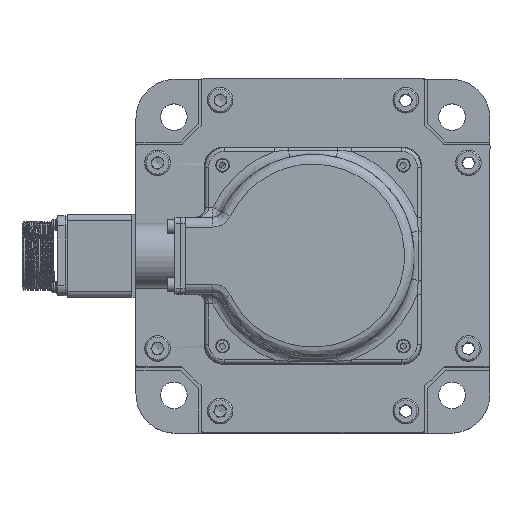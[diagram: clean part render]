
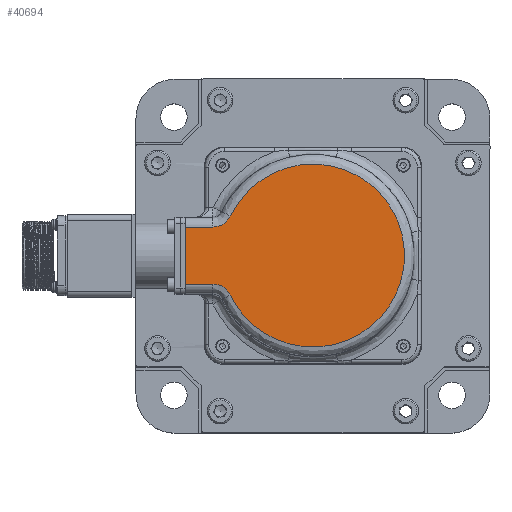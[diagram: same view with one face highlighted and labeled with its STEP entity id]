
A CAD part, top view. The second image highlights one B-rep face of the part: STEP entity #40694.
In plain terms, the highlighted planar face has unit normal (0, 0, 1).
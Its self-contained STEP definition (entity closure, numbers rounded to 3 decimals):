
#1226 = CARTESIAN_POINT ( 'NONE',  ( -42.905, 18.5, 294. ) ) ;
#1441 = CARTESIAN_POINT ( 'NONE',  ( -48.081, 14.909, 294. ) ) ;
#2496 = DIRECTION ( 'NONE',  ( 1., 0., 0. ) ) ;
#3460 = VERTEX_POINT ( 'NONE', #19233 ) ;
#3862 = CARTESIAN_POINT ( 'NONE',  ( -41.901, -20.164, 294. ) ) ;
#5150 = ORIENTED_EDGE ( 'NONE', *, *, #24608, .T. ) ;
#5375 = DIRECTION ( 'NONE',  ( 0., -1., 0. ) ) ;
#6009 = CARTESIAN_POINT ( 'NONE',  ( -43.284, 18.032, 294. ) ) ;
#6037 = CARTESIAN_POINT ( 'NONE',  ( -50.912, -14.5, 294. ) ) ;
#6093 = CARTESIAN_POINT ( 'NONE',  ( -41.901, -20.164, 294. ) ) ;
#6108 = CARTESIAN_POINT ( 'NONE',  ( -43.614, -16.603, 294. ) ) ;
#6213 = CARTESIAN_POINT ( 'NONE',  ( -48.169, 14.883, 294. ) ) ;
#6233 = CARTESIAN_POINT ( 'NONE',  ( -46.96, -14.5, 294. ) ) ;
#8133 = ORIENTED_EDGE ( 'NONE', *, *, #11620, .F. ) ;
#8306 = CARTESIAN_POINT ( 'NONE',  ( -14.687, 76.715, 294. ) ) ;
#10475 = ORIENTED_EDGE ( 'NONE', *, *, #15536, .T. ) ;
#10782 = CARTESIAN_POINT ( 'NONE',  ( -43.378, 17.924, 294. ) ) ;
#10995 = CARTESIAN_POINT ( 'NONE',  ( -49.989, 14.5, 294. ) ) ;
#11620 = EDGE_CURVE ( 'NONE', #54373, #27001, #18872, .T. ) ;
#12530 = EDGE_LOOP ( 'NONE', ( #8133, #57914, #5150, #30621, #10475, #32010 ) ) ;
#13323 = CARTESIAN_POINT ( 'NONE',  ( 0., 0., 294. ) ) ;
#15536 = EDGE_CURVE ( 'NONE', #3460, #17725, #61169, .T. ) ;
#15572 = CARTESIAN_POINT ( 'NONE',  ( -44.052, 17.16, 294. ) ) ;
#16016 = CARTESIAN_POINT ( 'NONE',  ( -65., -14.5, 294. ) ) ;
#17725 = VERTEX_POINT ( 'NONE', #16016 ) ;
#17925 = CARTESIAN_POINT ( 'NONE',  ( 46.5, 62.758, 294. ) ) ;
#18134 = DIRECTION ( 'NONE',  ( 0., 0., 1. ) ) ;
#18872 =( BOUNDED_CURVE ( )  B_SPLINE_CURVE ( 3, ( #6093, #6108, #6233, #6037 ),
 .UNSPECIFIED., .F., .F. ) 
 B_SPLINE_CURVE_WITH_KNOTS ( ( 4, 4 ),
 ( 0., 1. ),
 .UNSPECIFIED. ) 
 CURVE ( )  GEOMETRIC_REPRESENTATION_ITEM ( )  RATIONAL_B_SPLINE_CURVE ( ( 1., 0.898, 0.898, 1. ) ) 
 REPRESENTATION_ITEM ( '' )  );
#19233 = CARTESIAN_POINT ( 'NONE',  ( -65., 14.5, 294. ) ) ;
#20070 = AXIS2_PLACEMENT_3D ( 'NONE', #13323, #18134, #51315 ) ;
#20391 = CARTESIAN_POINT ( 'NONE',  ( -45.997, 15.778, 294. ) ) ;
#21640 = CARTESIAN_POINT ( 'NONE',  ( 0., -14.5, 294. ) ) ;
#22354 = DIRECTION ( 'NONE',  ( -1., 0., 0. ) ) ;
#22718 = CARTESIAN_POINT ( 'NONE',  ( 46.5, -62.758, 294. ) ) ;
#24608 = EDGE_CURVE ( 'NONE', #58575, #28974, #30731, .T. ) ;
#25196 = CARTESIAN_POINT ( 'NONE',  ( -47.4, 15.131, 294. ) ) ;
#25892 = CARTESIAN_POINT ( 'NONE',  ( -41.901, 20.164, 294. ) ) ;
#26948 = LINE ( 'NONE', #21640, #39153 ) ;
#27001 = VERTEX_POINT ( 'NONE', #56108 ) ;
#27556 = CARTESIAN_POINT ( 'NONE',  ( -41.901, -20.164, 294. ) ) ;
#28974 = VERTEX_POINT ( 'NONE', #34692 ) ;
#30041 = CARTESIAN_POINT ( 'NONE',  ( -47.995, 14.934, 294. ) ) ;
#30621 = ORIENTED_EDGE ( 'NONE', *, *, #43009, .T. ) ;
#30731 = B_SPLINE_CURVE_WITH_KNOTS ( 'NONE', 3,
 ( #58131, #34423, #53378, #1226, #34633, #6009, #39380, #10782, #44081, #15572, #48799, #20391, #53572, #25196, #58327, #30041, #1441, #34830, #6213, #39574, #10995, #44287 ),
 .UNSPECIFIED., .F., .F.,
 ( 4, 1, 1, 1, 1, 2, 2, 2, 1, 1, 1, 1, 2, 2, 4 ),
 ( 0., 0.125, 0.188, 0.219, 0.234, 0.242, 0.25, 0.5, 0.625, 0.688, 0.719, 0.734, 0.742, 0.75, 1. ),
 .UNSPECIFIED. ) ;
#32010 = ORIENTED_EDGE ( 'NONE', *, *, #56098, .T. ) ;
#33599 = FACE_OUTER_BOUND ( 'NONE', #12530, .T. ) ;
#33980 = CARTESIAN_POINT ( 'NONE',  ( -65., 0., 294. ) ) ;
#34423 = CARTESIAN_POINT ( 'NONE',  ( -42.101, 19.748, 294. ) ) ;
#34633 = CARTESIAN_POINT ( 'NONE',  ( -43.155, 18.187, 294. ) ) ;
#34692 = CARTESIAN_POINT ( 'NONE',  ( -50.912, 14.5, 294. ) ) ;
#34830 = CARTESIAN_POINT ( 'NONE',  ( -48.139, 14.892, 294. ) ) ;
#39153 = VECTOR ( 'NONE', #2496, 1000. ) ;
#39380 = CARTESIAN_POINT ( 'NONE',  ( -43.341, 17.967, 294. ) ) ;
#39574 = CARTESIAN_POINT ( 'NONE',  ( -49.084, 14.625, 294. ) ) ;
#40665 = EDGE_CURVE ( 'NONE', #58575, #54373, #45817, .T. ) ;
#40694 = ADVANCED_FACE ( 'NONE', ( #33599 ), #41874, .T. ) ;
#41674 = CARTESIAN_POINT ( 'NONE',  ( -41.901, 20.164, 294. ) ) ;
#41874 = PLANE ( 'NONE',  #20070 ) ;
#43009 = EDGE_CURVE ( 'NONE', #28974, #3460, #60150, .T. ) ;
#44081 = CARTESIAN_POINT ( 'NONE',  ( -43.397, 17.903, 294. ) ) ;
#44287 = CARTESIAN_POINT ( 'NONE',  ( -50.912, 14.5, 294. ) ) ;
#45817 =( BOUNDED_CURVE ( )  B_SPLINE_CURVE ( 3, ( #41674, #8306, #17925, #51115, #22718, #55908, #27556 ),
 .UNSPECIFIED., .F., .F. ) 
 B_SPLINE_CURVE_WITH_KNOTS ( ( 4, 3, 4 ),
 ( 0., 0.5, 1. ),
 .UNSPECIFIED. ) 
 CURVE ( )  GEOMETRIC_REPRESENTATION_ITEM ( )  RATIONAL_B_SPLINE_CURVE ( ( 1., 0.482, 0.482, 1., 0.482, 0.482, 1. ) ) 
 REPRESENTATION_ITEM ( '' )  );
#45901 = VECTOR ( 'NONE', #22354, 1000. ) ;
#46043 = CARTESIAN_POINT ( 'NONE',  ( 0., 14.5, 294. ) ) ;
#48799 = CARTESIAN_POINT ( 'NONE',  ( -44.777, 16.545, 294. ) ) ;
#50437 = VECTOR ( 'NONE', #5375, 1000. ) ;
#51115 = CARTESIAN_POINT ( 'NONE',  ( 46.5, 0., 294. ) ) ;
#51315 = DIRECTION ( 'NONE',  ( 1., 0., 0. ) ) ;
#53378 = CARTESIAN_POINT ( 'NONE',  ( -42.44, 19.151, 294. ) ) ;
#53572 = CARTESIAN_POINT ( 'NONE',  ( -46.627, 15.442, 294. ) ) ;
#54373 = VERTEX_POINT ( 'NONE', #3862 ) ;
#55908 = CARTESIAN_POINT ( 'NONE',  ( -14.687, -76.715, 294. ) ) ;
#56098 = EDGE_CURVE ( 'NONE', #17725, #27001, #26948, .T. ) ;
#56108 = CARTESIAN_POINT ( 'NONE',  ( -50.912, -14.5, 294. ) ) ;
#57914 = ORIENTED_EDGE ( 'NONE', *, *, #40665, .F. ) ;
#58131 = CARTESIAN_POINT ( 'NONE',  ( -41.901, 20.164, 294. ) ) ;
#58327 = CARTESIAN_POINT ( 'NONE',  ( -47.795, 14.997, 294. ) ) ;
#58575 = VERTEX_POINT ( 'NONE', #25892 ) ;
#60150 = LINE ( 'NONE', #46043, #45901 ) ;
#61169 = LINE ( 'NONE', #33980, #50437 ) ;
